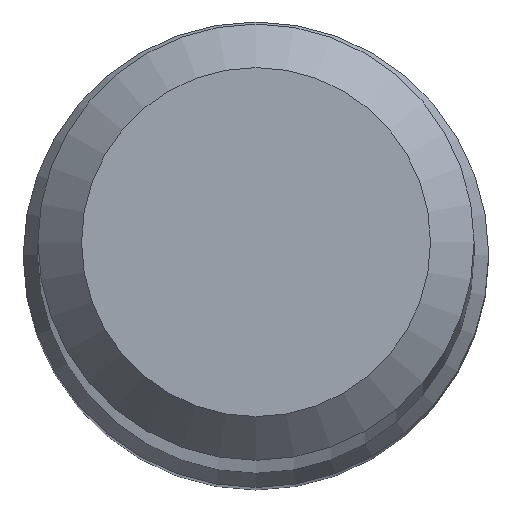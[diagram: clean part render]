
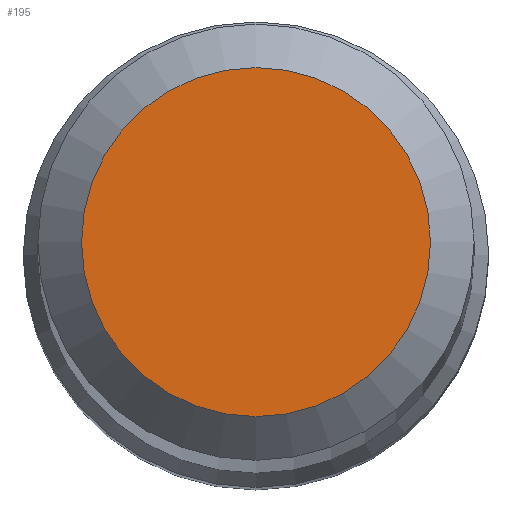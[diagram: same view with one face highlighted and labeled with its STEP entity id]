
A CAD part, top view. The second image highlights one B-rep face of the part: STEP entity #195.
In plain terms, the highlighted planar face has unit normal (0, 0, 1).
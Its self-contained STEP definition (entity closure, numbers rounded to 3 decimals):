
#24 = CARTESIAN_POINT ( 'NONE',  ( 0., 1.6, 80. ) ) ;
#34 = DIRECTION ( 'NONE',  ( 0., 0., -1. ) ) ;
#36 = EDGE_LOOP ( 'NONE', ( #117 ) ) ;
#96 = CARTESIAN_POINT ( 'NONE',  ( 0., 0., 80. ) ) ;
#97 = DIRECTION ( 'NONE',  ( 0., 0., 1. ) ) ;
#117 = ORIENTED_EDGE ( 'NONE', *, *, #190, .F. ) ;
#122 = CIRCLE ( 'NONE', #161, 1.6 ) ;
#129 = CARTESIAN_POINT ( 'NONE',  ( 0., 0., 80. ) ) ;
#134 = AXIS2_PLACEMENT_3D ( 'NONE', #96, #97, #175 ) ;
#161 = AXIS2_PLACEMENT_3D ( 'NONE', #129, #34, #224 ) ;
#173 = FACE_OUTER_BOUND ( 'NONE', #36, .T. ) ;
#175 = DIRECTION ( 'NONE',  ( 0., -1., 0. ) ) ;
#187 = PLANE ( 'NONE',  #134 ) ;
#190 = EDGE_CURVE ( 'NONE', #194, #194, #122, .T. ) ;
#194 = VERTEX_POINT ( 'NONE', #24 ) ;
#195 = ADVANCED_FACE ( 'NONE', ( #173 ), #187, .T. ) ;
#224 = DIRECTION ( 'NONE',  ( 0., 1., 0. ) ) ;
